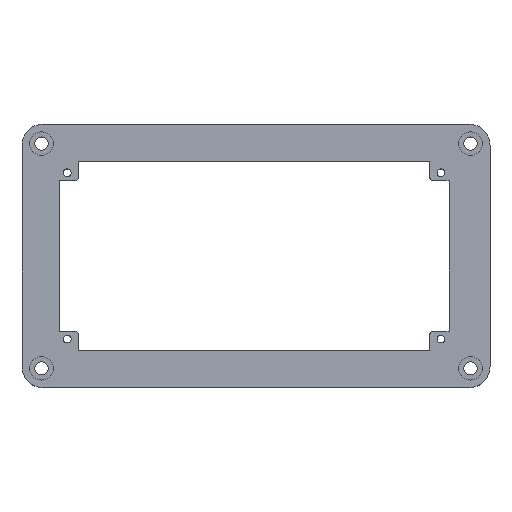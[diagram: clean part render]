
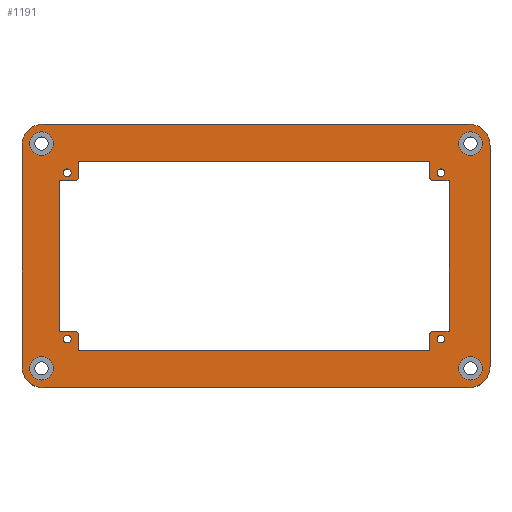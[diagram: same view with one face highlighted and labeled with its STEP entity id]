
A CAD part, top view. The second image highlights one B-rep face of the part: STEP entity #1191.
In plain terms, the highlighted planar face has unit normal (0, 0, 1).
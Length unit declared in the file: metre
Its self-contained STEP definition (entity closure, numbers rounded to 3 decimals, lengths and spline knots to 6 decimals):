
#61=CIRCLE('',#1695,0.003);
#63=CIRCLE('',#1698,0.003);
#65=CIRCLE('',#1701,0.003);
#67=CIRCLE('',#1704,0.003);
#76=CIRCLE('',#1715,0.001);
#77=CIRCLE('',#1716,0.001);
#78=CIRCLE('',#1717,0.001);
#79=CIRCLE('',#1718,0.001);
#80=CIRCLE('',#1719,0.0055);
#81=CIRCLE('',#1720,0.0055);
#82=CIRCLE('',#1721,0.0055);
#83=CIRCLE('',#1722,0.0055);
#84=CIRCLE('',#1723,0.001);
#85=CIRCLE('',#1724,0.001);
#86=CIRCLE('',#1725,0.001);
#87=CIRCLE('',#1726,0.001);
#216=ORIENTED_EDGE('',*,*,#504,.F.);
#217=ORIENTED_EDGE('',*,*,#505,.T.);
#218=ORIENTED_EDGE('',*,*,#506,.F.);
#219=ORIENTED_EDGE('',*,*,#434,.F.);
#220=ORIENTED_EDGE('',*,*,#507,.T.);
#221=ORIENTED_EDGE('',*,*,#508,.T.);
#222=ORIENTED_EDGE('',*,*,#509,.F.);
#223=ORIENTED_EDGE('',*,*,#440,.T.);
#224=ORIENTED_EDGE('',*,*,#510,.T.);
#225=ORIENTED_EDGE('',*,*,#511,.T.);
#226=ORIENTED_EDGE('',*,*,#512,.T.);
#227=ORIENTED_EDGE('',*,*,#456,.T.);
#228=ORIENTED_EDGE('',*,*,#513,.F.);
#229=ORIENTED_EDGE('',*,*,#514,.T.);
#230=ORIENTED_EDGE('',*,*,#515,.T.);
#231=ORIENTED_EDGE('',*,*,#426,.F.);
#232=ORIENTED_EDGE('',*,*,#495,.F.);
#233=ORIENTED_EDGE('',*,*,#493,.F.);
#234=ORIENTED_EDGE('',*,*,#489,.T.);
#235=ORIENTED_EDGE('',*,*,#491,.T.);
#236=ORIENTED_EDGE('',*,*,#478,.F.);
#237=ORIENTED_EDGE('',*,*,#516,.T.);
#238=ORIENTED_EDGE('',*,*,#480,.T.);
#239=ORIENTED_EDGE('',*,*,#517,.T.);
#240=ORIENTED_EDGE('',*,*,#484,.T.);
#241=ORIENTED_EDGE('',*,*,#518,.T.);
#242=ORIENTED_EDGE('',*,*,#473,.F.);
#243=ORIENTED_EDGE('',*,*,#519,.T.);
#244=ORIENTED_EDGE('',*,*,#520,.F.);
#245=ORIENTED_EDGE('',*,*,#521,.F.);
#246=ORIENTED_EDGE('',*,*,#522,.F.);
#247=ORIENTED_EDGE('',*,*,#523,.F.);
#426=EDGE_CURVE('',#578,#579,#690,.T.);
#434=EDGE_CURVE('',#586,#587,#698,.T.);
#440=EDGE_CURVE('',#593,#592,#704,.T.);
#456=EDGE_CURVE('',#609,#608,#716,.T.);
#473=EDGE_CURVE('',#621,#622,#729,.T.);
#478=EDGE_CURVE('',#626,#627,#734,.T.);
#480=EDGE_CURVE('',#628,#629,#736,.T.);
#484=EDGE_CURVE('',#632,#633,#740,.T.);
#489=EDGE_CURVE('',#637,#637,#61,.T.);
#491=EDGE_CURVE('',#639,#639,#63,.T.);
#493=EDGE_CURVE('',#641,#641,#65,.T.);
#495=EDGE_CURVE('',#643,#643,#67,.T.);
#504=EDGE_CURVE('',#644,#578,#744,.T.);
#505=EDGE_CURVE('',#644,#645,#76,.T.);
#506=EDGE_CURVE('',#587,#645,#745,.T.);
#507=EDGE_CURVE('',#586,#646,#746,.T.);
#508=EDGE_CURVE('',#646,#647,#77,.T.);
#509=EDGE_CURVE('',#593,#647,#747,.T.);
#510=EDGE_CURVE('',#592,#648,#748,.T.);
#511=EDGE_CURVE('',#648,#649,#78,.T.);
#512=EDGE_CURVE('',#649,#609,#749,.T.);
#513=EDGE_CURVE('',#650,#608,#750,.T.);
#514=EDGE_CURVE('',#650,#651,#79,.T.);
#515=EDGE_CURVE('',#651,#579,#751,.T.);
#516=EDGE_CURVE('',#626,#628,#80,.T.);
#517=EDGE_CURVE('',#629,#632,#81,.T.);
#518=EDGE_CURVE('',#633,#622,#82,.T.);
#519=EDGE_CURVE('',#621,#627,#83,.T.);
#520=EDGE_CURVE('',#652,#652,#84,.T.);
#521=EDGE_CURVE('',#653,#653,#85,.T.);
#522=EDGE_CURVE('',#654,#654,#86,.T.);
#523=EDGE_CURVE('',#655,#655,#87,.T.);
#578=VERTEX_POINT('',#2181);
#579=VERTEX_POINT('',#2183);
#586=VERTEX_POINT('',#2198);
#587=VERTEX_POINT('',#2200);
#592=VERTEX_POINT('',#2211);
#593=VERTEX_POINT('',#2213);
#608=VERTEX_POINT('',#2244);
#609=VERTEX_POINT('',#2246);
#621=VERTEX_POINT('',#2277);
#622=VERTEX_POINT('',#2279);
#626=VERTEX_POINT('',#2288);
#627=VERTEX_POINT('',#2290);
#628=VERTEX_POINT('',#2294);
#629=VERTEX_POINT('',#2295);
#632=VERTEX_POINT('',#2303);
#633=VERTEX_POINT('',#2304);
#637=VERTEX_POINT('',#2314);
#639=VERTEX_POINT('',#2319);
#641=VERTEX_POINT('',#2324);
#643=VERTEX_POINT('',#2329);
#644=VERTEX_POINT('',#2341);
#645=VERTEX_POINT('',#2343);
#646=VERTEX_POINT('',#2346);
#647=VERTEX_POINT('',#2348);
#648=VERTEX_POINT('',#2351);
#649=VERTEX_POINT('',#2353);
#650=VERTEX_POINT('',#2356);
#651=VERTEX_POINT('',#2358);
#652=VERTEX_POINT('',#2365);
#653=VERTEX_POINT('',#2367);
#654=VERTEX_POINT('',#2369);
#655=VERTEX_POINT('',#2371);
#690=LINE('',#2182,#778);
#698=LINE('',#2199,#786);
#704=LINE('',#2212,#792);
#716=LINE('',#2245,#804);
#729=LINE('',#2278,#817);
#734=LINE('',#2289,#822);
#736=LINE('',#2293,#824);
#740=LINE('',#2302,#828);
#744=LINE('',#2340,#832);
#745=LINE('',#2344,#833);
#746=LINE('',#2345,#834);
#747=LINE('',#2349,#835);
#748=LINE('',#2350,#836);
#749=LINE('',#2354,#837);
#750=LINE('',#2355,#838);
#751=LINE('',#2359,#839);
#778=VECTOR('',#1819,1.);
#786=VECTOR('',#1829,1.);
#792=VECTOR('',#1837,1.);
#804=VECTOR('',#1859,1.);
#817=VECTOR('',#1886,1.);
#822=VECTOR('',#1893,1.);
#824=VECTOR('',#1897,1.);
#828=VECTOR('',#1903,1.);
#832=VECTOR('',#1951,1.);
#833=VECTOR('',#1954,1.);
#834=VECTOR('',#1955,1.);
#835=VECTOR('',#1958,1.);
#836=VECTOR('',#1959,1.);
#837=VECTOR('',#1962,1.);
#838=VECTOR('',#1963,1.);
#839=VECTOR('',#1966,1.);
#886=EDGE_LOOP('',(#216,#217,#218,#219,#220,#221,#222,#223,#224,#225,#226,
#227,#228,#229,#230,#231));
#887=EDGE_LOOP('',(#232));
#888=EDGE_LOOP('',(#233));
#889=EDGE_LOOP('',(#234));
#890=EDGE_LOOP('',(#235));
#891=EDGE_LOOP('',(#236,#237,#238,#239,#240,#241,#242,#243));
#892=EDGE_LOOP('',(#244));
#893=EDGE_LOOP('',(#245));
#894=EDGE_LOOP('',(#246));
#895=EDGE_LOOP('',(#247));
#996=FACE_BOUND('',#886,.T.);
#997=FACE_BOUND('',#887,.T.);
#998=FACE_BOUND('',#888,.T.);
#999=FACE_BOUND('',#889,.T.);
#1000=FACE_BOUND('',#890,.T.);
#1001=FACE_BOUND('',#891,.T.);
#1002=FACE_BOUND('',#892,.T.);
#1003=FACE_BOUND('',#893,.T.);
#1004=FACE_BOUND('',#894,.T.);
#1005=FACE_BOUND('',#895,.T.);
#1091=PLANE('',#1714);
#1191=ADVANCED_FACE('',(#996,#997,#998,#999,#1000,#1001,#1002,#1003,#1004,
#1005),#1091,.T.);
#1695=AXIS2_PLACEMENT_3D('',#2313,#1911,#1912);
#1698=AXIS2_PLACEMENT_3D('',#2318,#1917,#1918);
#1701=AXIS2_PLACEMENT_3D('',#2323,#1923,#1924);
#1704=AXIS2_PLACEMENT_3D('',#2328,#1929,#1930);
#1714=AXIS2_PLACEMENT_3D('',#2339,#1949,#1950);
#1715=AXIS2_PLACEMENT_3D('',#2342,#1952,#1953);
#1716=AXIS2_PLACEMENT_3D('',#2347,#1956,#1957);
#1717=AXIS2_PLACEMENT_3D('',#2352,#1960,#1961);
#1718=AXIS2_PLACEMENT_3D('',#2357,#1964,#1965);
#1719=AXIS2_PLACEMENT_3D('',#2360,#1967,#1968);
#1720=AXIS2_PLACEMENT_3D('',#2361,#1969,#1970);
#1721=AXIS2_PLACEMENT_3D('',#2362,#1971,#1972);
#1722=AXIS2_PLACEMENT_3D('',#2363,#1973,#1974);
#1723=AXIS2_PLACEMENT_3D('',#2364,#1975,#1976);
#1724=AXIS2_PLACEMENT_3D('',#2366,#1977,#1978);
#1725=AXIS2_PLACEMENT_3D('',#2368,#1979,#1980);
#1726=AXIS2_PLACEMENT_3D('',#2370,#1981,#1982);
#1819=DIRECTION('',(1.,0.,0.));
#1829=DIRECTION('',(0.,-1.,0.));
#1837=DIRECTION('',(1.,0.,0.));
#1859=DIRECTION('',(0.,-1.,0.));
#1886=DIRECTION('',(0.,-1.,0.));
#1893=DIRECTION('',(1.,0.,0.));
#1897=DIRECTION('',(0.,-1.,0.));
#1903=DIRECTION('',(1.,0.,0.));
#1911=DIRECTION('',(0.,0.,-1.));
#1912=DIRECTION('',(1.,0.,0.));
#1917=DIRECTION('',(0.,0.,-1.));
#1918=DIRECTION('',(1.,0.,0.));
#1923=DIRECTION('',(0.,0.,1.));
#1924=DIRECTION('',(1.,0.,0.));
#1929=DIRECTION('',(0.,0.,1.));
#1930=DIRECTION('',(1.,0.,0.));
#1949=DIRECTION('',(0.,0.,1.));
#1950=DIRECTION('',(1.,0.,0.));
#1951=DIRECTION('',(0.,-1.,0.));
#1952=DIRECTION('',(0.,0.,1.));
#1953=DIRECTION('',(1.,0.,0.));
#1954=DIRECTION('',(1.,0.,0.));
#1955=DIRECTION('',(1.,0.,0.));
#1956=DIRECTION('',(0.,0.,1.));
#1957=DIRECTION('',(1.,0.,0.));
#1958=DIRECTION('',(0.,-1.,0.));
#1959=DIRECTION('',(0.,-1.,0.));
#1960=DIRECTION('',(0.,0.,1.));
#1961=DIRECTION('',(1.,0.,0.));
#1962=DIRECTION('',(1.,0.,0.));
#1963=DIRECTION('',(1.,0.,0.));
#1964=DIRECTION('',(0.,0.,1.));
#1965=DIRECTION('',(1.,0.,0.));
#1966=DIRECTION('',(0.,-1.,0.));
#1967=DIRECTION('',(0.,0.,1.));
#1968=DIRECTION('',(1.,0.,0.));
#1969=DIRECTION('',(0.,0.,1.));
#1970=DIRECTION('',(1.,0.,0.));
#1971=DIRECTION('',(0.,0.,1.));
#1972=DIRECTION('',(1.,0.,0.));
#1973=DIRECTION('',(0.,0.,1.));
#1974=DIRECTION('',(1.,0.,0.));
#1975=DIRECTION('',(0.,0.,1.));
#1976=DIRECTION('',(1.,0.,0.));
#1977=DIRECTION('',(0.,0.,1.));
#1978=DIRECTION('',(1.,0.,0.));
#1979=DIRECTION('',(0.,0.,1.));
#1980=DIRECTION('',(1.,0.,0.));
#1981=DIRECTION('',(0.,0.,1.));
#1982=DIRECTION('',(1.,0.,0.));
#2181=CARTESIAN_POINT('',(-0.0455,-0.024313,0.0206));
#2182=CARTESIAN_POINT('',(0.047,-0.024313,0.0206));
#2183=CARTESIAN_POINT('',(0.0445,-0.024313,0.0206));
#2198=CARTESIAN_POINT('',(-0.0505,0.019313,0.0206));
#2199=CARTESIAN_POINT('',(-0.0505,-0.021813,0.0206));
#2200=CARTESIAN_POINT('',(-0.0505,-0.019313,0.0206));
#2211=CARTESIAN_POINT('',(0.0445,0.024313,0.0206));
#2212=CARTESIAN_POINT('',(-0.048,0.024313,0.0206));
#2213=CARTESIAN_POINT('',(-0.0455,0.024313,0.0206));
#2244=CARTESIAN_POINT('',(0.0495,-0.019313,0.0206));
#2245=CARTESIAN_POINT('',(0.0495,0.021813,0.0206));
#2246=CARTESIAN_POINT('',(0.0495,0.019313,0.0206));
#2277=CARTESIAN_POINT('',(0.06,0.028313,0.0206));
#2278=CARTESIAN_POINT('',(0.06,0.,0.0206));
#2279=CARTESIAN_POINT('',(0.06,-0.028313,0.0206));
#2288=CARTESIAN_POINT('',(-0.0545,0.033813,0.0206));
#2289=CARTESIAN_POINT('',(0.,0.033813,0.0206));
#2290=CARTESIAN_POINT('',(0.0545,0.033813,0.0206));
#2293=CARTESIAN_POINT('',(-0.06,0.,0.0206));
#2294=CARTESIAN_POINT('',(-0.06,0.028313,0.0206));
#2295=CARTESIAN_POINT('',(-0.06,-0.028313,0.0206));
#2302=CARTESIAN_POINT('',(0.,-0.033813,0.0206));
#2303=CARTESIAN_POINT('',(-0.0545,-0.033813,0.0206));
#2304=CARTESIAN_POINT('',(0.0545,-0.033813,0.0206));
#2313=CARTESIAN_POINT('',(-0.055,0.028813,0.0206));
#2314=CARTESIAN_POINT('',(-0.052,0.028813,0.0206));
#2318=CARTESIAN_POINT('',(0.055,-0.028813,0.0206));
#2319=CARTESIAN_POINT('',(0.058,-0.028813,0.0206));
#2323=CARTESIAN_POINT('',(-0.055,-0.028813,0.0206));
#2324=CARTESIAN_POINT('',(-0.052,-0.028813,0.0206));
#2328=CARTESIAN_POINT('',(0.055,0.028813,0.0206));
#2329=CARTESIAN_POINT('',(0.058,0.028813,0.0206));
#2339=CARTESIAN_POINT('',(0.,0.,0.0206));
#2340=CARTESIAN_POINT('',(-0.0455,-0.021813,0.0206));
#2341=CARTESIAN_POINT('',(-0.0455,-0.020313,0.0206));
#2342=CARTESIAN_POINT('',(-0.0465,-0.020313,0.0206));
#2343=CARTESIAN_POINT('',(-0.0465,-0.019313,0.0206));
#2344=CARTESIAN_POINT('',(-0.048,-0.019313,0.0206));
#2345=CARTESIAN_POINT('',(-0.048,0.019313,0.0206));
#2346=CARTESIAN_POINT('',(-0.0465,0.019313,0.0206));
#2347=CARTESIAN_POINT('',(-0.0465,0.020313,0.0206));
#2348=CARTESIAN_POINT('',(-0.0455,0.020313,0.0206));
#2349=CARTESIAN_POINT('',(-0.0455,0.021813,0.0206));
#2350=CARTESIAN_POINT('',(0.0445,0.021813,0.0206));
#2351=CARTESIAN_POINT('',(0.0445,0.020313,0.0206));
#2352=CARTESIAN_POINT('',(0.0455,0.020313,0.0206));
#2353=CARTESIAN_POINT('',(0.0455,0.019313,0.0206));
#2354=CARTESIAN_POINT('',(0.047,0.019313,0.0206));
#2355=CARTESIAN_POINT('',(0.047,-0.019313,0.0206));
#2356=CARTESIAN_POINT('',(0.0455,-0.019313,0.0206));
#2357=CARTESIAN_POINT('',(0.0455,-0.020313,0.0206));
#2358=CARTESIAN_POINT('',(0.0445,-0.020313,0.0206));
#2359=CARTESIAN_POINT('',(0.0445,-0.021813,0.0206));
#2360=CARTESIAN_POINT('',(-0.0545,0.028313,0.0206));
#2361=CARTESIAN_POINT('',(-0.0545,-0.028313,0.0206));
#2362=CARTESIAN_POINT('',(0.0545,-0.028313,0.0206));
#2363=CARTESIAN_POINT('',(0.0545,0.028313,0.0206));
#2364=CARTESIAN_POINT('',(0.04742,-0.021313,0.0206));
#2365=CARTESIAN_POINT('',(0.04842,-0.021313,0.0206));
#2366=CARTESIAN_POINT('',(0.04742,0.021313,0.0206));
#2367=CARTESIAN_POINT('',(0.04842,0.021313,0.0206));
#2368=CARTESIAN_POINT('',(-0.04839,0.021313,0.0206));
#2369=CARTESIAN_POINT('',(-0.04739,0.021313,0.0206));
#2370=CARTESIAN_POINT('',(-0.04839,-0.021313,0.0206));
#2371=CARTESIAN_POINT('',(-0.04739,-0.021313,0.0206));
